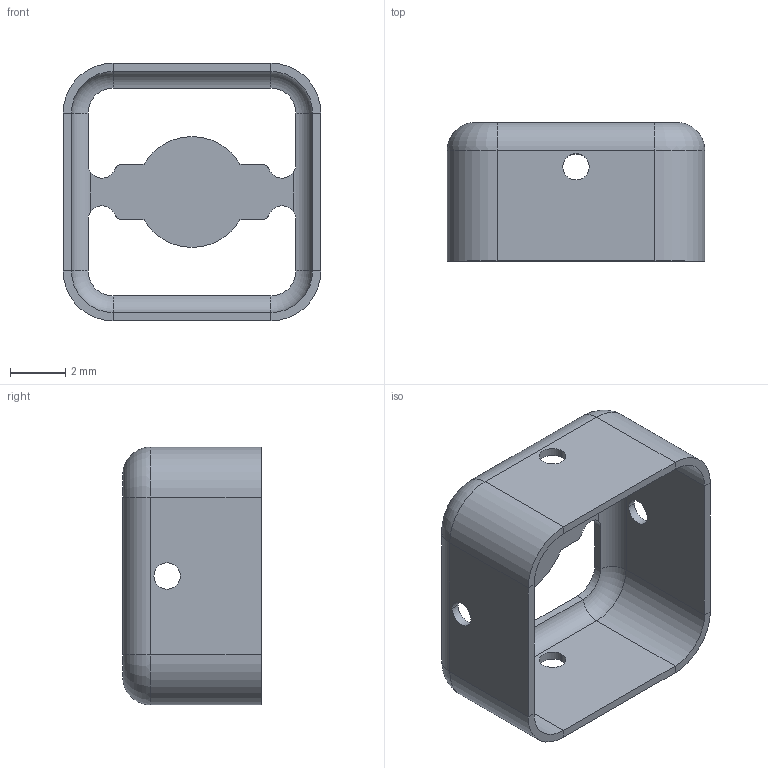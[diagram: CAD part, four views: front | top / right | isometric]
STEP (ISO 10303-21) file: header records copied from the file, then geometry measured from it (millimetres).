
FILE_DESCRIPTION (( 'STEP AP203' ), '1' );
FILE_NAME ('MS093-10F.step', '2020-10-13T08:21:33', ( '' ), ( '' ), 'SwSTEP 2.0', 'SolidWorks 2018', '' );
FILE_SCHEMA (( 'CONFIG_CONTROL_DESIGN' ));
Length unit declared in the file: millimetre
Products named in the file (1): MS093-10F
Bounding box: 9.3 x 5 x 9.3 mm (x, y, z)
Volume: 56.1 mm3; surface area: 400.8 mm2
Topology: 1 solids, 1 shells, 77 faces, 189 edges, 110 vertices
Faces by surface type: cylinder 41, plane 28, torus 8
Entity records: 2362 total; most frequent: DIRECTION 419, CARTESIAN_POINT 413, ORIENTED_EDGE 378, EDGE_CURVE 189, AXIS2_PLACEMENT_3D 160, VERTEX_POINT 110, VECTOR 99, LINE 99
